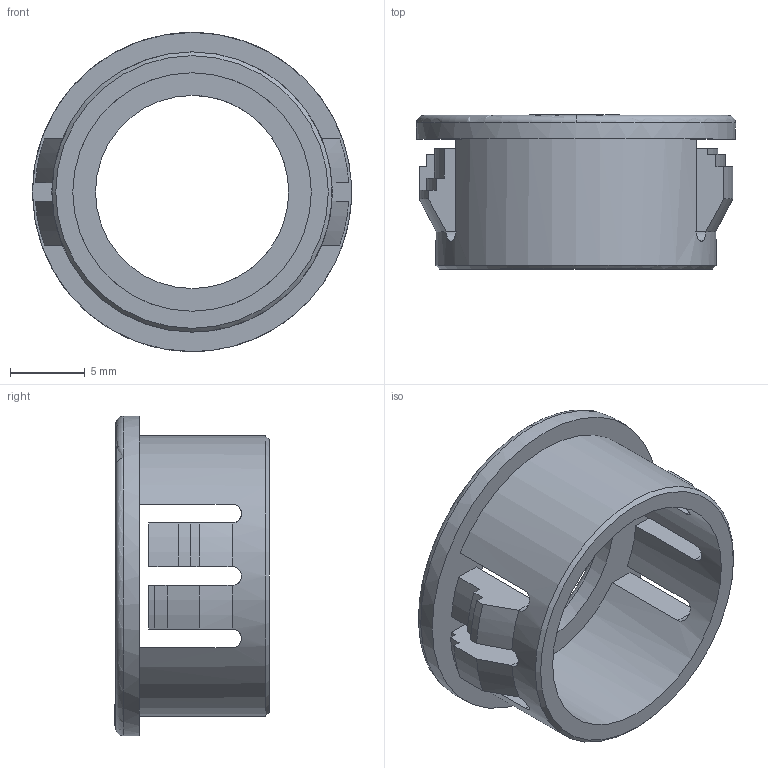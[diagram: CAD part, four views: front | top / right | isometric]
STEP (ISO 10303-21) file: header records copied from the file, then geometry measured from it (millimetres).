
FILE_DESCRIPTION(/* description */ (''),/* implementation_level */ '2;1');
FILE_NAME(/* name */ '5f8f31c0adb45c1199db68ec',/* time_stamp */ '2020-10-20T18:51:45+00:00',/* author */ (''),/* organization */ (''),/* preprocessor_version */ 'ST-DEVELOPER v16.7',/* originating_system */ $,/* authorisation */ $);
FILE_SCHEMA (('AUTOMOTIVE_DESIGN {1 0 10303 214 3 1 1}'));
Length unit declared in the file: metre
Products named in the file (1): Prensacable
Bounding box: 21.41 x 10.39 x 21.41 mm (x, y, z)
Volume: 973.4 mm3; surface area: 1640.4 mm2
Topology: 1 solids, 1 shells, 187 faces, 524 edges, 347 vertices
Faces by surface type: plane 91, bspline 60, cylinder 27, cone 5, torus 4
Full cylindrical faces by diameter (mm): 12.954 x1, 16.002 x1, 18.796 x1, 21.412 x1
Entity records: 8039 total; most frequent: CARTESIAN_POINT 3651, ORIENTED_EDGE 1036, DIRECTION 673, EDGE_CURVE 518, VERTEX_POINT 346, LINE 301, VECTOR 301, EDGE_LOOP 206
